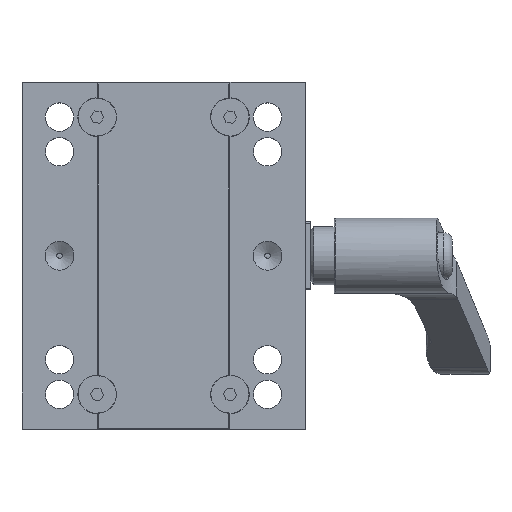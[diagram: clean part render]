
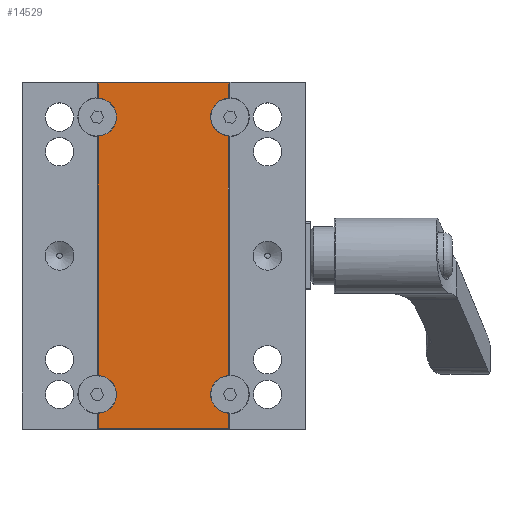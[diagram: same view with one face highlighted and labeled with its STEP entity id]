
A CAD part, top view. The second image highlights one B-rep face of the part: STEP entity #14529.
In plain terms, the highlighted planar face has unit normal (0, 0, 1).
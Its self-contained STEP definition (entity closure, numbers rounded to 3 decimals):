
#356=LINE('',#19170,#1443);
#370=LINE('',#19205,#1457);
#371=LINE('',#19209,#1458);
#372=LINE('',#19210,#1459);
#373=LINE('',#19214,#1460);
#374=LINE('',#19218,#1461);
#375=LINE('',#19220,#1462);
#376=LINE('',#19222,#1463);
#1443=VECTOR('',#16189,1000.);
#1457=VECTOR('',#16213,1000.);
#1458=VECTOR('',#16216,1000.);
#1459=VECTOR('',#16217,1000.);
#1460=VECTOR('',#16220,1000.);
#1461=VECTOR('',#16223,1000.);
#1462=VECTOR('',#16224,1000.);
#1463=VECTOR('',#16225,1000.);
#2461=PLANE('',#15187);
#3306=ORIENTED_EDGE('',*,*,#6396,.T.);
#3307=ORIENTED_EDGE('',*,*,#6397,.T.);
#3308=ORIENTED_EDGE('',*,*,#6398,.T.);
#3309=ORIENTED_EDGE('',*,*,#6399,.T.);
#3310=ORIENTED_EDGE('',*,*,#6381,.T.);
#3311=ORIENTED_EDGE('',*,*,#6400,.T.);
#3312=ORIENTED_EDGE('',*,*,#6401,.T.);
#3313=ORIENTED_EDGE('',*,*,#6402,.T.);
#3314=ORIENTED_EDGE('',*,*,#6403,.T.);
#3315=ORIENTED_EDGE('',*,*,#6404,.T.);
#3316=ORIENTED_EDGE('',*,*,#6405,.T.);
#3317=ORIENTED_EDGE('',*,*,#6406,.T.);
#6381=EDGE_CURVE('',#7917,#7916,#356,.T.);
#6396=EDGE_CURVE('',#7931,#7932,#8838,.F.);
#6397=EDGE_CURVE('',#7932,#7933,#370,.T.);
#6398=EDGE_CURVE('',#7933,#7934,#8839,.F.);
#6399=EDGE_CURVE('',#7934,#7917,#371,.T.);
#6400=EDGE_CURVE('',#7916,#7935,#372,.F.);
#6401=EDGE_CURVE('',#7935,#7936,#8840,.F.);
#6402=EDGE_CURVE('',#7936,#7937,#373,.F.);
#6403=EDGE_CURVE('',#7937,#7938,#8841,.F.);
#6404=EDGE_CURVE('',#7938,#7939,#374,.F.);
#6405=EDGE_CURVE('',#7939,#7940,#375,.F.);
#6406=EDGE_CURVE('',#7940,#7931,#376,.T.);
#7916=VERTEX_POINT('',#19169);
#7917=VERTEX_POINT('',#19171);
#7931=VERTEX_POINT('',#19203);
#7932=VERTEX_POINT('',#19204);
#7933=VERTEX_POINT('',#19206);
#7934=VERTEX_POINT('',#19208);
#7935=VERTEX_POINT('',#19211);
#7936=VERTEX_POINT('',#19213);
#7937=VERTEX_POINT('',#19215);
#7938=VERTEX_POINT('',#19217);
#7939=VERTEX_POINT('',#19219);
#7940=VERTEX_POINT('',#19221);
#8838=CIRCLE('',#15188,3.25);
#8839=CIRCLE('',#15189,3.25);
#8840=CIRCLE('',#15190,3.25);
#8841=CIRCLE('',#15191,3.25);
#9076=EDGE_LOOP('',(#3306,#3307,#3308,#3309,#3310,#3311,#3312,#3313,#3314,
#3315,#3316,#3317));
#9762=FACE_BOUND('',#9076,.T.);
#14529=ADVANCED_FACE('',(#9762),#2461,.T.);
#15187=AXIS2_PLACEMENT_3D('',#19201,#16209,#16210);
#15188=AXIS2_PLACEMENT_3D('',#19202,#16211,#16212);
#15189=AXIS2_PLACEMENT_3D('',#19207,#16214,#16215);
#15190=AXIS2_PLACEMENT_3D('',#19212,#16218,#16219);
#15191=AXIS2_PLACEMENT_3D('',#19216,#16221,#16222);
#16189=DIRECTION('',(1.,0.,0.));
#16209=DIRECTION('',(0.,0.,1.));
#16210=DIRECTION('',(0.,1.,0.));
#16211=DIRECTION('',(0.,0.,1.));
#16212=DIRECTION('',(0.,1.,0.));
#16213=DIRECTION('',(0.,-1.,0.));
#16214=DIRECTION('',(0.,0.,1.));
#16215=DIRECTION('',(0.,1.,0.));
#16216=DIRECTION('',(0.,-1.,0.));
#16217=DIRECTION('',(0.,-1.,0.));
#16218=DIRECTION('',(0.,0.,1.));
#16219=DIRECTION('',(0.,1.,0.));
#16220=DIRECTION('',(0.,-1.,0.));
#16221=DIRECTION('',(0.,0.,1.));
#16222=DIRECTION('',(0.,1.,0.));
#16223=DIRECTION('',(0.,-1.,0.));
#16224=DIRECTION('',(1.,0.,0.));
#16225=DIRECTION('',(0.,-1.,0.));
#19169=CARTESIAN_POINT('',(11.3,0.1,37.));
#19170=CARTESIAN_POINT('',(11.5,0.1,37.));
#19171=CARTESIAN_POINT('',(-11.3,0.1,37.));
#19201=CARTESIAN_POINT('',(-24.5,60.,37.));
#19202=CARTESIAN_POINT('',(-11.4,54.,37.));
#19203=CARTESIAN_POINT('',(-11.3,57.248,37.));
#19204=CARTESIAN_POINT('',(-11.3,50.752,37.));
#19205=CARTESIAN_POINT('',(-11.3,9.05,37.));
#19206=CARTESIAN_POINT('',(-11.3,9.248,37.));
#19207=CARTESIAN_POINT('',(-11.4,6.,37.));
#19208=CARTESIAN_POINT('',(-11.3,2.752,37.));
#19209=CARTESIAN_POINT('',(-11.3,0.,37.));
#19210=CARTESIAN_POINT('',(11.3,60.,37.));
#19211=CARTESIAN_POINT('',(11.3,2.752,37.));
#19212=CARTESIAN_POINT('',(11.4,6.,37.));
#19213=CARTESIAN_POINT('',(11.2,9.244,37.));
#19214=CARTESIAN_POINT('',(11.2,60.,37.));
#19215=CARTESIAN_POINT('',(11.2,50.756,37.));
#19216=CARTESIAN_POINT('',(11.4,54.,37.));
#19217=CARTESIAN_POINT('',(11.3,57.248,37.));
#19218=CARTESIAN_POINT('',(11.3,60.,37.));
#19219=CARTESIAN_POINT('',(11.3,59.9,37.));
#19220=CARTESIAN_POINT('',(-11.5,59.9,37.));
#19221=CARTESIAN_POINT('',(-11.3,59.9,37.));
#19222=CARTESIAN_POINT('',(-11.3,57.05,37.));
